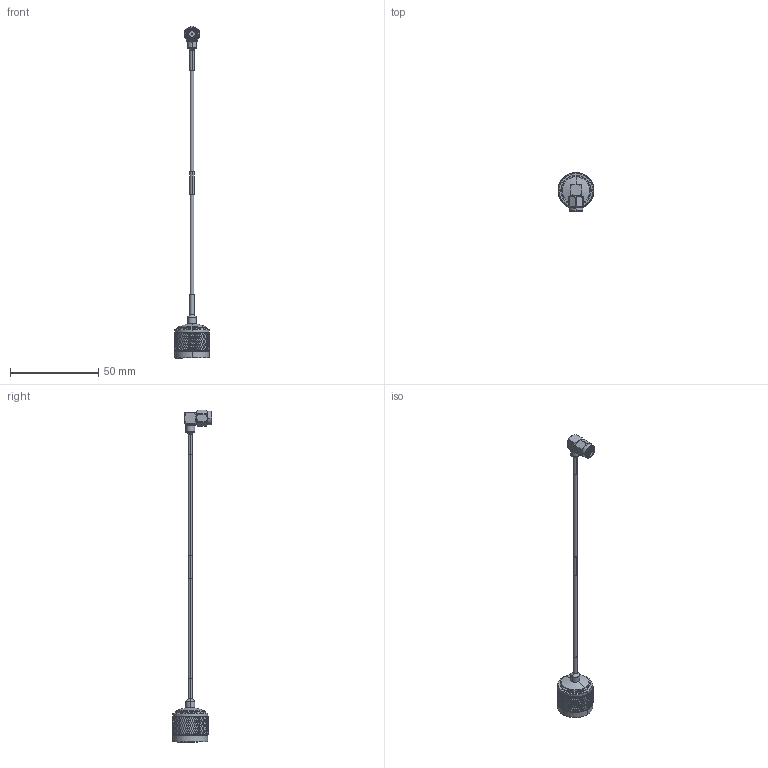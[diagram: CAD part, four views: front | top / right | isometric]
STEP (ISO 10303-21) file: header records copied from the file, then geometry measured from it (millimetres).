
FILE_DESCRIPTION (( 'STEP AP214' ), '1' );
FILE_NAME ('LCCA30543.step', '2020-06-19T20:46:31', ( '' ), ( '' ), 'SwSTEP 2.0', 'SolidWorks 2018', '' );
FILE_SCHEMA (( 'AUTOMOTIVE_DESIGN' ));
Length unit declared in the file: inch
Products named in the file (6): LCCN3050; LCCN3044_HS; LCCA30543; 1AW01-002_.08 ID; LCCN3044; LC085TB (085 FORMABLE)
Assembly tree (6 placements, depth 2):
  LCCA30543
    LC085TB (085 FORMABLE)
    1AW01-002_.08 ID
    LCCN3044
    LCCN3044_HS  x2
    LCCN3050
Bounding box: 20.32 x 22.23 x 187.71 mm (x, y, z)
Volume: 5462.7 mm3; surface area: 5620.6 mm2
Topology: 8 solids, 8 shells, 2547 faces, 5525 edges, 3008 vertices
Faces by surface type: bspline 1802, cylinder 532, plane 161, cone 44, torus 8
Entity records: 98327 total; most frequent: CARTESIAN_POINT 62962, ORIENTED_EDGE 11018, EDGE_CURVE 5509, VERTEX_POINT 3000, DIRECTION 2650, EDGE_LOOP 2559, ADVANCED_FACE 2539, FACE_OUTER_BOUND 2539
